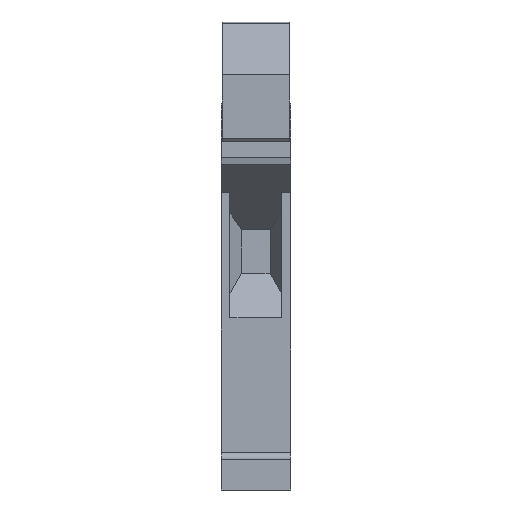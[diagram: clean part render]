
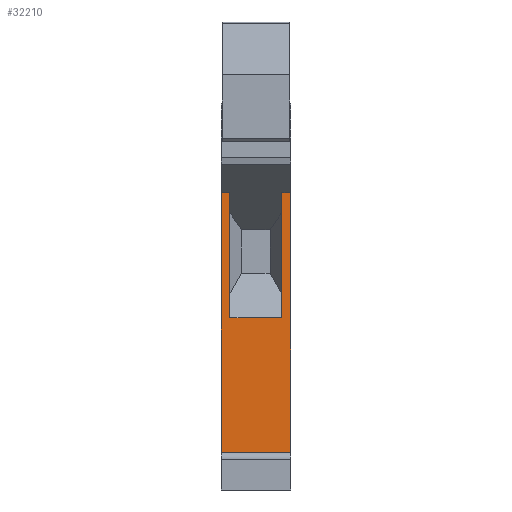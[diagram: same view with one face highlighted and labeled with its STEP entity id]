
A CAD part, front view. The second image highlights one B-rep face of the part: STEP entity #32210.
In plain terms, the highlighted face is planar.
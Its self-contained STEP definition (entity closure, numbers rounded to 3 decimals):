
#5620=CARTESIAN_POINT('',(-111.221,382.71,0.));
#5630=VERTEX_POINT('',#5620);
#5660=CARTESIAN_POINT('',(-111.221,0.,0.));
#5670=DIRECTION('',(0.,-1.,0.));
#5680=VECTOR('',#5670,1.);
#5690=LINE('',#5660,#5680);
#5700=CARTESIAN_POINT('',(-111.221,351.392,0.));
#5710=VERTEX_POINT('',#5700);
#5720=EDGE_CURVE('',#5630,#5710,#5690,.T.);
#12540=CARTESIAN_POINT('',(-111.221,367.855,7.15));
#12550=VERTEX_POINT('',#12540);
#12630=CARTESIAN_POINT('',(-111.221,382.71,7.15));
#12640=VERTEX_POINT('',#12630);
#12670=CARTESIAN_POINT('',(-111.221,0.,7.15));
#12680=DIRECTION('',(0.,-1.,0.));
#12690=VECTOR('',#12680,1.);
#12700=LINE('',#12670,#12690);
#12710=EDGE_CURVE('',#12640,#12550,#12700,.T.);
#27920=CARTESIAN_POINT('',(-111.221,367.855,1.));
#27930=VERTEX_POINT('',#27920);
#28050=CARTESIAN_POINT('',(-111.221,367.855,0.));
#28060=DIRECTION('',(0.,0.,1.));
#28070=VECTOR('',#28060,1.);
#28080=LINE('',#28050,#28070);
#28090=EDGE_CURVE('',#27930,#12550,#28080,.T.);
#31630=CARTESIAN_POINT('',(-111.221,367.855,0.));
#31640=DIRECTION('',(-1.,0.,0.));
#31650=DIRECTION('',(0.,1.,0.));
#31660=AXIS2_PLACEMENT_3D('',#31630,#31640,#31650);
#31670=PLANE('',#31660);
#31680=CARTESIAN_POINT('',(-111.221,348.905,0.));
#31690=DIRECTION('',(0.,0.,-1.));
#31700=VECTOR('',#31690,1.);
#31710=LINE('',#31680,#31700);
#31720=CARTESIAN_POINT('',(-111.221,348.905,8.2));
#31730=VERTEX_POINT('',#31720);
#31740=CARTESIAN_POINT('',(-111.221,348.905,
1.));
#31750=VERTEX_POINT('',#31740);
#31760=EDGE_CURVE('',#31730,#31750,#31710,.T.);
#31770=ORIENTED_EDGE('',*,*,#31760,.F.);
#31780=CARTESIAN_POINT('',(-111.221,270.098,
1.));
#31790=DIRECTION('',(0.,1.,0.));
#31800=VECTOR('',#31790,1.);
#31810=LINE('',#31780,#31800);
#31820=CARTESIAN_POINT('',(-111.221,351.392,
1.));
#31830=VERTEX_POINT('',#31820);
#31840=EDGE_CURVE('',#31750,#31830,#31810,.T.);
#31850=ORIENTED_EDGE('',*,*,#31840,.F.);
#31860=CARTESIAN_POINT('',(-111.221,351.392,8.2));
#31870=DIRECTION('',(0.,0.,-1.));
#31880=VECTOR('',#31870,1.);
#31890=LINE('',#31860,#31880);
#31900=EDGE_CURVE('',#31830,#5710,#31890,.T.);
#31910=ORIENTED_EDGE('',*,*,#31900,.F.);
#31920=ORIENTED_EDGE('',*,*,#5720,.T.);
#31930=CARTESIAN_POINT('',(-111.221,382.71,0.));
#31940=DIRECTION('',(0.,0.,1.));
#31950=VECTOR('',#31940,1.);
#31960=LINE('',#31930,#31950);
#31970=CARTESIAN_POINT('',(-111.221,382.71,1.));
#31980=VERTEX_POINT('',#31970);
#31990=EDGE_CURVE('',#5630,#31980,#31960,.T.);
#32000=ORIENTED_EDGE('',*,*,#31990,.F.);
#32010=CARTESIAN_POINT('',(-111.221,0.,1.));
#32020=DIRECTION('',(0.,-1.,0.));
#32030=VECTOR('',#32020,1.);
#32040=LINE('',#32010,#32030);
#32050=EDGE_CURVE('',#31980,#27930,#32040,.T.);
#32060=ORIENTED_EDGE('',*,*,#32050,.F.);
#32070=ORIENTED_EDGE('',*,*,#28090,.F.);
#32080=ORIENTED_EDGE('',*,*,#12710,.T.);
#32090=CARTESIAN_POINT('',(-111.221,382.71,8.2));
#32100=VERTEX_POINT('',#32090);
#32110=EDGE_CURVE('',#12640,#32100,#31960,.T.);
#32120=ORIENTED_EDGE('',*,*,#32110,.F.);
#32130=CARTESIAN_POINT('',(-111.221,0.,8.2));
#32140=DIRECTION('',(0.,-1.,0.));
#32150=VECTOR('',#32140,1.);
#32160=LINE('',#32130,#32150);
#32170=EDGE_CURVE('',#32100,#31730,#32160,.T.);
#32180=ORIENTED_EDGE('',*,*,#32170,.F.);
#32190=EDGE_LOOP('',(#32180,#32120,#32080,#32070,#32060,#32000,#31920,
#31910,#31850,#31770));
#32200=FACE_OUTER_BOUND('',#32190,.T.);
#32210=ADVANCED_FACE('',(#32200),#31670,.T.);
